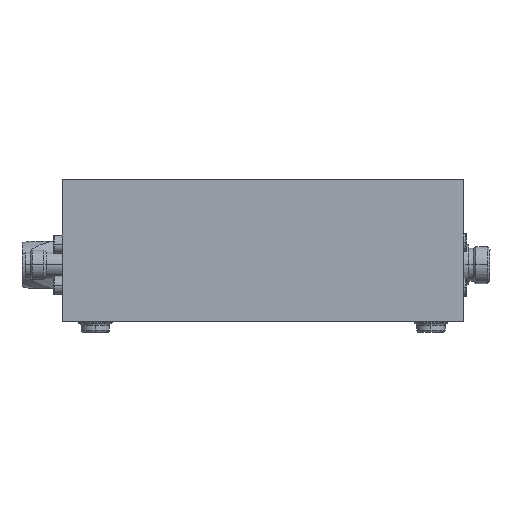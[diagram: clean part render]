
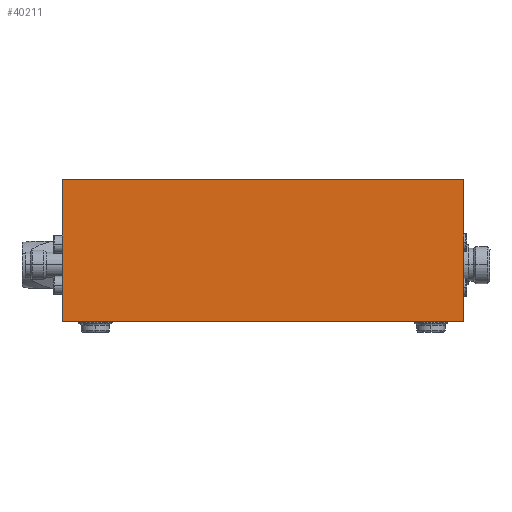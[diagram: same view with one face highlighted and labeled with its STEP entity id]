
A CAD part, left-side view. The second image highlights one B-rep face of the part: STEP entity #40211.
In plain terms, the highlighted planar face has unit normal (-1, 0, 0).
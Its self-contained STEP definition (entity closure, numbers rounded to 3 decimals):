
#37818 = ORIENTED_EDGE ( 'NONE', *, *, #40185, .F. ) ;
#39946 = VERTEX_POINT ( 'NONE', #53068 ) ;
#39953 = VERTEX_POINT ( 'NONE', #53058 ) ;
#40036 = EDGE_CURVE ( 'NONE', #39946, #39953, #53228, .T. ) ;
#40113 = VERTEX_POINT ( 'NONE', #53366 ) ;
#40185 = EDGE_CURVE ( 'NONE', #40219, #39953, #53532, .T. ) ;
#40210 = EDGE_CURVE ( 'NONE', #39946, #40113, #53579, .T. ) ;
#40211 = ADVANCED_FACE ( 'NONE', ( #53574 ), #53624, .T. ) ;
#40214 = EDGE_LOOP ( 'NONE', ( #40216, #40220, #40221, #37818 ) ) ;
#40216 = ORIENTED_EDGE ( 'NONE', *, *, #40218, .T. ) ;
#40218 = EDGE_CURVE ( 'NONE', #40219, #40113, #53619, .T. ) ;
#40219 = VERTEX_POINT ( 'NONE', #53615 ) ;
#40220 = ORIENTED_EDGE ( 'NONE', *, *, #40210, .F. ) ;
#40221 = ORIENTED_EDGE ( 'NONE', *, *, #40036, .T. ) ;
#53058 = CARTESIAN_POINT ( 'NONE',  ( -40., 42.5, 30. ) ) ;
#53068 = CARTESIAN_POINT ( 'NONE',  ( -40., -42.5, 30. ) ) ;
#53220 = DIRECTION ( 'NONE',  ( 0., 1., 0. ) ) ;
#53221 = VECTOR ( 'NONE', #53220, 1000. ) ;
#53222 = CARTESIAN_POINT ( 'NONE',  ( -40., 0., 30. ) ) ;
#53228 = LINE ( 'NONE', #53222, #53221 ) ;
#53366 = CARTESIAN_POINT ( 'NONE',  ( -40., -42.5, 0. ) ) ;
#53529 = DIRECTION ( 'NONE',  ( 0., 0., 1. ) ) ;
#53530 = VECTOR ( 'NONE', #53529, 1000. ) ;
#53531 = CARTESIAN_POINT ( 'NONE',  ( -40., 42.5, 0. ) ) ;
#53532 = LINE ( 'NONE', #53531, #53530 ) ;
#53574 = FACE_OUTER_BOUND ( 'NONE', #40214, .T. ) ;
#53575 = DIRECTION ( 'NONE',  ( 0., 0., -1. ) ) ;
#53576 = VECTOR ( 'NONE', #53575, 1000. ) ;
#53577 = CARTESIAN_POINT ( 'NONE',  ( -40., -42.5, 0. ) ) ;
#53579 = LINE ( 'NONE', #53577, #53576 ) ;
#53615 = CARTESIAN_POINT ( 'NONE',  ( -40., 42.5, 0. ) ) ;
#53616 = DIRECTION ( 'NONE',  ( 0., -1., 0. ) ) ;
#53617 = VECTOR ( 'NONE', #53616, 1000. ) ;
#53618 = CARTESIAN_POINT ( 'NONE',  ( -40., 0., 0. ) ) ;
#53619 = LINE ( 'NONE', #53618, #53617 ) ;
#53620 = DIRECTION ( 'NONE',  ( 0., 0., 1. ) ) ;
#53621 = DIRECTION ( 'NONE',  ( -1., 0., 0. ) ) ;
#53622 = CARTESIAN_POINT ( 'NONE',  ( -40., 0., 0. ) ) ;
#53623 = AXIS2_PLACEMENT_3D ( 'NONE', #53622, #53621, #53620 ) ;
#53624 = PLANE ( 'NONE',  #53623 ) ;
